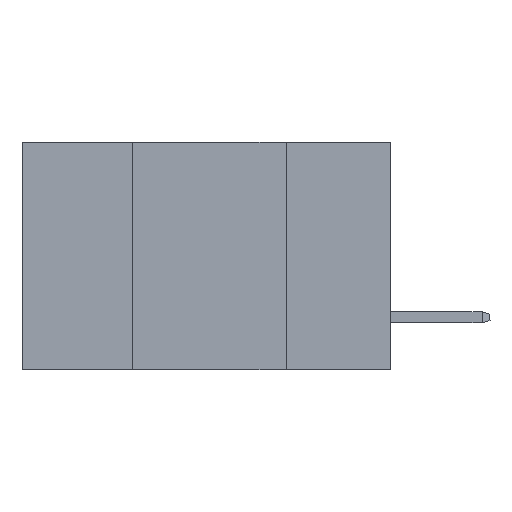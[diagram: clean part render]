
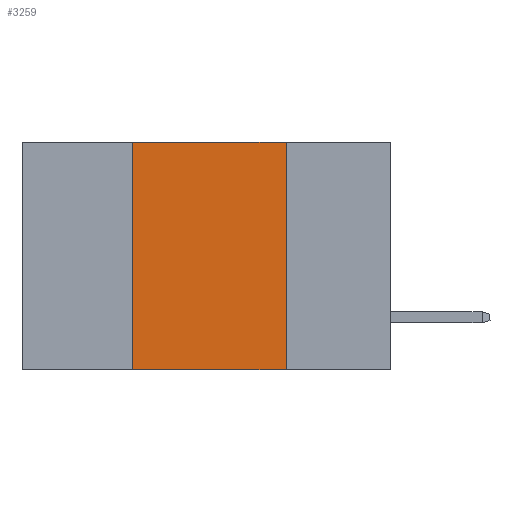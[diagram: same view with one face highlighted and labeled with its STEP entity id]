
A CAD part, left-side view. The second image highlights one B-rep face of the part: STEP entity #3259.
In plain terms, the highlighted planar face has unit normal (-1, 0, 0).
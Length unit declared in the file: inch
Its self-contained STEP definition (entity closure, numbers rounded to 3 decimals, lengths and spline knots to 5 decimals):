
#41 = VECTOR ( 'NONE', #2381, 39.37008 ) ;
#1278 = EDGE_CURVE ( 'NONE', #7553, #2188, #9312, .T. ) ;
#1537 = CARTESIAN_POINT ( 'NONE',  ( 0., 0.6, 0. ) ) ;
#1551 = CARTESIAN_POINT ( 'NONE',  ( 0., 0.17, -0.37 ) ) ;
#1601 = AXIS2_PLACEMENT_3D ( 'NONE', #2908, #9180, #8441 ) ;
#1678 = VECTOR ( 'NONE', #3451, 39.37008 ) ;
#2188 = VERTEX_POINT ( 'NONE', #5033 ) ;
#2223 = LINE ( 'NONE', #6262, #41 ) ;
#2381 = DIRECTION ( 'NONE',  ( 0., 0., -1. ) ) ;
#2838 = VERTEX_POINT ( 'NONE', #4311 ) ;
#2883 = FACE_OUTER_BOUND ( 'NONE', #7473, .T. ) ;
#2908 = CARTESIAN_POINT ( 'NONE',  ( 0., 0.6, 0. ) ) ;
#3028 = DIRECTION ( 'NONE',  ( 0., -1., 0. ) ) ;
#3259 = ADVANCED_FACE ( 'NONE', ( #2883 ), #6084, .F. ) ;
#3451 = DIRECTION ( 'NONE',  ( 0., 0., 1. ) ) ;
#3468 = VECTOR ( 'NONE', #3028, 39.37008 ) ;
#3920 = DIRECTION ( 'NONE',  ( 0., -1., 0. ) ) ;
#4222 = LINE ( 'NONE', #9744, #1678 ) ;
#4287 = EDGE_CURVE ( 'NONE', #2838, #7046, #5559, .T. ) ;
#4311 = CARTESIAN_POINT ( 'NONE',  ( 0., 0.42, -0.37 ) ) ;
#4474 = ORIENTED_EDGE ( 'NONE', *, *, #5425, .F. ) ;
#4631 = ORIENTED_EDGE ( 'NONE', *, *, #1278, .F. ) ;
#5033 = CARTESIAN_POINT ( 'NONE',  ( 0., 0.17, 0. ) ) ;
#5284 = CARTESIAN_POINT ( 'NONE',  ( 0., 0.6, -0.37 ) ) ;
#5425 = EDGE_CURVE ( 'NONE', #2188, #7046, #2223, .T. ) ;
#5559 = LINE ( 'NONE', #5284, #3468 ) ;
#6084 = PLANE ( 'NONE',  #1601 ) ;
#6262 = CARTESIAN_POINT ( 'NONE',  ( 0., 0.17, 0. ) ) ;
#6376 = ORIENTED_EDGE ( 'NONE', *, *, #4287, .T. ) ;
#6825 = VECTOR ( 'NONE', #3920, 39.37008 ) ;
#7046 = VERTEX_POINT ( 'NONE', #1551 ) ;
#7456 = ORIENTED_EDGE ( 'NONE', *, *, #7927, .F. ) ;
#7473 = EDGE_LOOP ( 'NONE', ( #4474, #4631, #7456, #6376 ) ) ;
#7553 = VERTEX_POINT ( 'NONE', #7717 ) ;
#7717 = CARTESIAN_POINT ( 'NONE',  ( 0., 0.42, 0. ) ) ;
#7927 = EDGE_CURVE ( 'NONE', #2838, #7553, #4222, .T. ) ;
#8441 = DIRECTION ( 'NONE',  ( 0., 0., -1. ) ) ;
#9180 = DIRECTION ( 'NONE',  ( 1., 0., 0. ) ) ;
#9312 = LINE ( 'NONE', #1537, #6825 ) ;
#9744 = CARTESIAN_POINT ( 'NONE',  ( 0., 0.42, 0. ) ) ;
